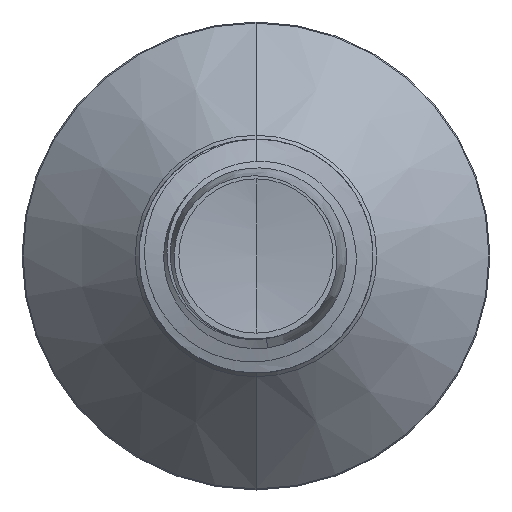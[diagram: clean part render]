
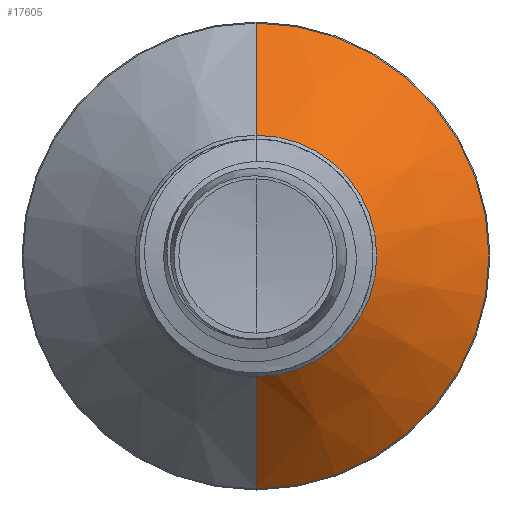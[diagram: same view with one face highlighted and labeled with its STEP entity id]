
A CAD part, front view. The second image highlights one B-rep face of the part: STEP entity #17605.
In plain terms, the highlighted conical face has half-angle 45 degrees and reference radius 4.129 mm.
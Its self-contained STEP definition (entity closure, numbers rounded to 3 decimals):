
#190 = AXIS2_PLACEMENT_3D ( 'NONE', #19740, #8188, #21409 ) ;
#509 = CARTESIAN_POINT ( 'NONE',  ( 0., 17.679, 4.129 ) ) ;
#687 = DIRECTION ( 'NONE',  ( 0., 0.707, 0.707 ) ) ;
#1369 = CONICAL_SURFACE ( 'NONE', #24294, 4.129, 0.785 ) ;
#1529 = ORIENTED_EDGE ( 'NONE', *, *, #1734, .F. ) ;
#1734 = EDGE_CURVE ( 'NONE', #21463, #22525, #23121, .T. ) ;
#3274 = LINE ( 'NONE', #24120, #18818 ) ;
#3888 = ORIENTED_EDGE ( 'NONE', *, *, #11744, .T. ) ;
#5957 = AXIS2_PLACEMENT_3D ( 'NONE', #19893, #8393, #21557 ) ;
#6687 = FACE_OUTER_BOUND ( 'NONE', #24270, .T. ) ;
#8188 = DIRECTION ( 'NONE',  ( 0., 1., 0. ) ) ;
#8393 = DIRECTION ( 'NONE',  ( 0., 1., 0. ) ) ;
#8471 = CARTESIAN_POINT ( 'NONE',  ( 0., 17.679, 4.129 ) ) ;
#11726 = CIRCLE ( 'NONE', #190, 4.129 ) ;
#11744 = EDGE_CURVE ( 'NONE', #21463, #18309, #11726, .T. ) ;
#13399 = CARTESIAN_POINT ( 'NONE',  ( 0., 17.679, 0. ) ) ;
#16172 = ORIENTED_EDGE ( 'NONE', *, *, #24624, .F. ) ;
#17029 = DIRECTION ( 'NONE',  ( 0., 0., 1. ) ) ;
#17477 = VERTEX_POINT ( 'NONE', #23546 ) ;
#17605 = ADVANCED_FACE ( 'NONE', ( #6687 ), #1369, .T. ) ;
#17928 = CARTESIAN_POINT ( 'NONE',  ( 0., 21.515, 7.965 ) ) ;
#18309 = VERTEX_POINT ( 'NONE', #19798 ) ;
#18818 = VECTOR ( 'NONE', #20941, 1000. ) ;
#18827 = VECTOR ( 'NONE', #687, 1000. ) ;
#19740 = CARTESIAN_POINT ( 'NONE',  ( 0., 17.679, 0. ) ) ;
#19798 = CARTESIAN_POINT ( 'NONE',  ( 0., 17.679, -4.129 ) ) ;
#19893 = CARTESIAN_POINT ( 'NONE',  ( 0., 21.515, 0. ) ) ;
#20465 = DIRECTION ( 'NONE',  ( 0., 1., 0. ) ) ;
#20941 = DIRECTION ( 'NONE',  ( 0., 0.707, -0.707 ) ) ;
#21409 = DIRECTION ( 'NONE',  ( 0., 0., 1. ) ) ;
#21463 = VERTEX_POINT ( 'NONE', #8471 ) ;
#21557 = DIRECTION ( 'NONE',  ( 0., 0., 1. ) ) ;
#22525 = VERTEX_POINT ( 'NONE', #17928 ) ;
#23121 = LINE ( 'NONE', #509, #18827 ) ;
#23302 = CIRCLE ( 'NONE', #5957, 7.965 ) ;
#23546 = CARTESIAN_POINT ( 'NONE',  ( 0., 21.515, -7.965 ) ) ;
#23771 = EDGE_CURVE ( 'NONE', #18309, #17477, #3274, .T. ) ;
#23891 = ORIENTED_EDGE ( 'NONE', *, *, #23771, .T. ) ;
#24120 = CARTESIAN_POINT ( 'NONE',  ( 0., 17.679, -4.129 ) ) ;
#24270 = EDGE_LOOP ( 'NONE', ( #3888, #23891, #16172, #1529 ) ) ;
#24294 = AXIS2_PLACEMENT_3D ( 'NONE', #13399, #20465, #17029 ) ;
#24624 = EDGE_CURVE ( 'NONE', #22525, #17477, #23302, .T. ) ;
